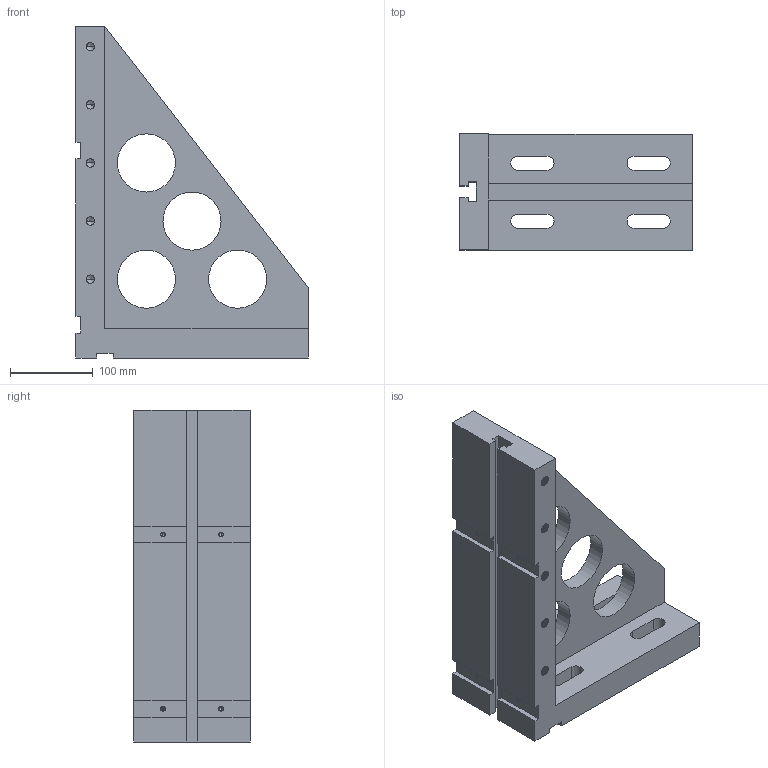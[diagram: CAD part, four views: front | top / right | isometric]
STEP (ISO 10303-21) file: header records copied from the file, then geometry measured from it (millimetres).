
FILE_DESCRIPTION(('STEP AP214'),'1');
FILE_NAME(' ',' ',('TraceParts'),('TraceParts S.A.'),'XStep 1.0',' ',' ');
FILE_SCHEMA(('automotive_design'));
Length unit declared in the file: millimetre
Products named in the file (1): 1
Bounding box: 280 x 140 x 400 mm (x, y, z)
Volume: 3525334 mm3; surface area: 376453.6 mm2
Topology: 1 solids, 1 shells, 2429 faces, 5187 edges, 2744 vertices
Faces by surface type: cone 952, torus 920, cylinder 508, plane 49
Entity records: 123584 total; most frequent: DIRECTION 13571, STYLED_ITEM 10329, PRESENTATION_STYLE_ASSIGNMENT 10329, CARTESIAN_POINT 10329, COLOUR_RGB 10329, ORIENTED_EDGE 10310, AXIS2_PLACEMENT_3D 5986, EDGE_CURVE 5155
